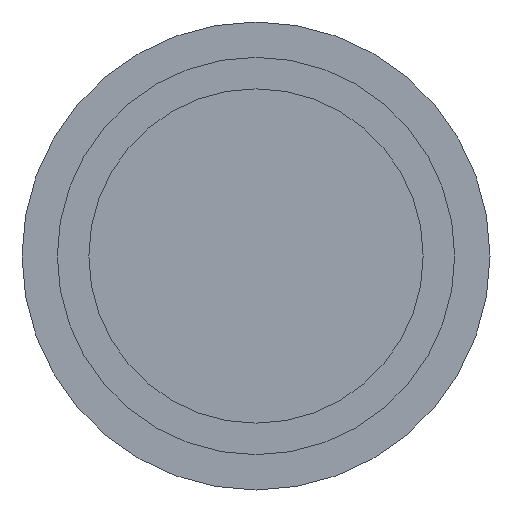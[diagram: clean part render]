
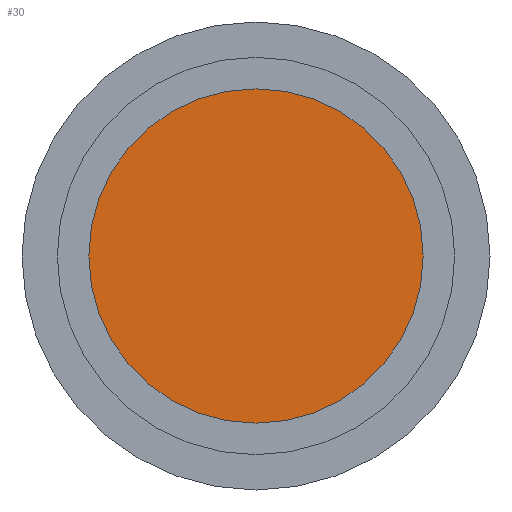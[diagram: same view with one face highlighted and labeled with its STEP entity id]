
A CAD part, front view. The second image highlights one B-rep face of the part: STEP entity #30.
In plain terms, the highlighted planar face has unit normal (0, -1, 0).
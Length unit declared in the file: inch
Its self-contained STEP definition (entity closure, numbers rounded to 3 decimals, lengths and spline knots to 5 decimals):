
#27 = EDGE_CURVE ( 'NONE', #791, #794, #89, .T. ) ;
#30 = ADVANCED_FACE ( 'NONE', ( #1277 ), #930, .T. ) ;
#34 = EDGE_CURVE ( 'NONE', #794, #791, #96, .T. ) ;
#89 = CIRCLE ( 'NONE', #1280, 0.225 ) ;
#96 = CIRCLE ( 'NONE', #1269, 0.225 ) ;
#335 = CARTESIAN_POINT ( 'NONE',  ( 0., 0., 0.225 ) ) ;
#340 = CARTESIAN_POINT ( 'NONE',  ( 0., 0., -0.225 ) ) ;
#524 = ORIENTED_EDGE ( 'NONE', *, *, #34, .T. ) ;
#773 = EDGE_LOOP ( 'NONE', ( #1330, #524 ) ) ;
#791 = VERTEX_POINT ( 'NONE', #335 ) ;
#794 = VERTEX_POINT ( 'NONE', #340 ) ;
#901 = CARTESIAN_POINT ( 'NONE',  ( 0., 0., 0. ) ) ;
#902 = DIRECTION ( 'NONE',  ( 0., -1., 0. ) ) ;
#903 = DIRECTION ( 'NONE',  ( 0., 0., -1. ) ) ;
#930 = PLANE ( 'NONE',  #1265 ) ;
#931 = CARTESIAN_POINT ( 'NONE',  ( 0., 0., 0. ) ) ;
#932 = DIRECTION ( 'NONE',  ( 0., -1., 0. ) ) ;
#933 = DIRECTION ( 'NONE',  ( 0., 0., -1. ) ) ;
#974 = CARTESIAN_POINT ( 'NONE',  ( 0., 0., 0. ) ) ;
#975 = DIRECTION ( 'NONE',  ( 0., -1., 0. ) ) ;
#976 = DIRECTION ( 'NONE',  ( 0., 0., -1. ) ) ;
#1265 = AXIS2_PLACEMENT_3D ( 'NONE', #931, #932, #933 ) ;
#1269 = AXIS2_PLACEMENT_3D ( 'NONE', #974, #975, #976 ) ;
#1277 = FACE_OUTER_BOUND ( 'NONE', #773, .T. ) ;
#1280 = AXIS2_PLACEMENT_3D ( 'NONE', #901, #902, #903 ) ;
#1330 = ORIENTED_EDGE ( 'NONE', *, *, #27, .T. ) ;
